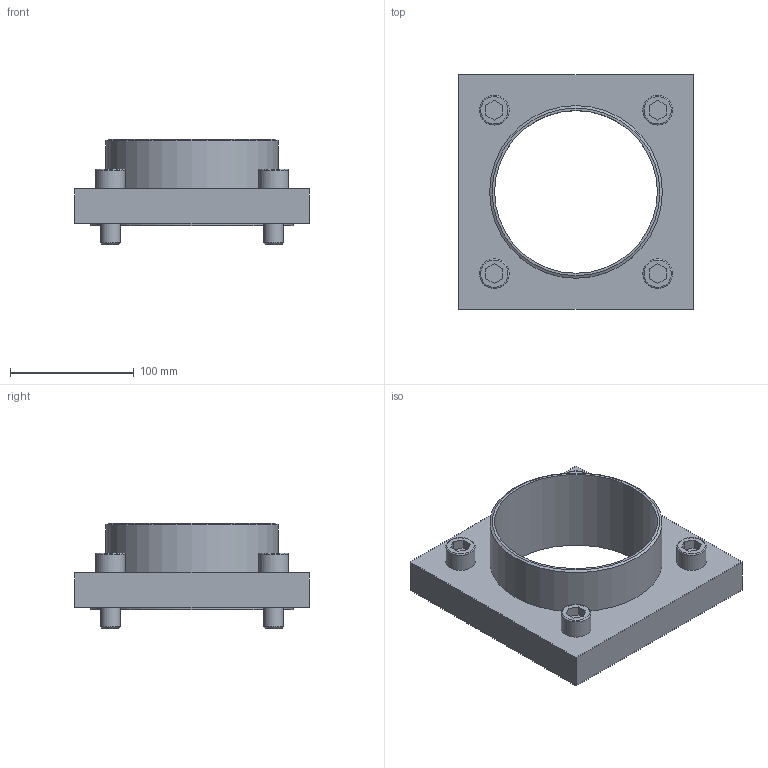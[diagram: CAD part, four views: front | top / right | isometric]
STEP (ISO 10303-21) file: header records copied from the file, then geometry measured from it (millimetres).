
FILE_DESCRIPTION(/* description */ ('STEP AP203'),/* implementation_level */ '2;1');
FILE_NAME(/* name */ 'Return Flange Connection FAR 125-01',/* time_stamp */ '2023-05-02T11:17:32+02:00',/* author */ ('License CC BY-ND 4.0'),/* organization */ ('CADENAS'),/* preprocessor_version */ 'ST-DEVELOPER v19.3',/* originating_system */ 'PARTsolutions',/* authorisation */ ' ');
FILE_SCHEMA (('CONFIG_CONTROL_DESIGN'));
Length unit declared in the file: millimetre
Products named in the file (1): Ruecklauf Flanschanschluss FAR 125-01
Bounding box: 190 x 190 x 85 mm (x, y, z)
Volume: 748295.9 mm3; surface area: 125424.7 mm2
Topology: 1 solids, 1 shells, 68 faces, 150 edges, 99 vertices
Faces by surface type: plane 45, cylinder 13, cone 5, torus 5
Full cylindrical faces by diameter (mm): 16 x4, 24 x4, 131.7 x1, 139.7 x1, 140 x1, 148 x1, 164 x1
Entity records: 1712 total; most frequent: DIRECTION 292, CARTESIAN_POINT 279, ORIENTED_EDGE 238, EDGE_CURVE 119, EDGE_LOOP 108, FACE_BOUND 108, AXIS2_PLACEMENT_3D 104, VERTEX_POINT 91
